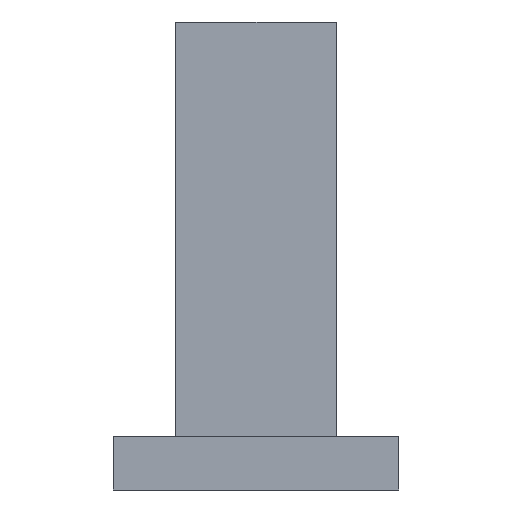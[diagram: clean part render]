
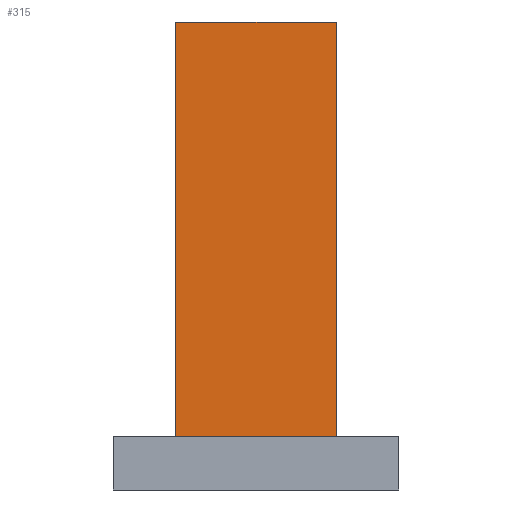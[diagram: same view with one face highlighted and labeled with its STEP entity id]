
A CAD part, left-side view. The second image highlights one B-rep face of the part: STEP entity #315.
In plain terms, the highlighted planar face has unit normal (-1, 0, 0).
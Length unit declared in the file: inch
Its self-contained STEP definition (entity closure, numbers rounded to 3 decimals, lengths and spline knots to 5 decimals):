
#192=DIRECTION('',(0.,-1.,0.));
#193=VECTOR('',#192,1.125);
#194=CARTESIAN_POINT('',(-0.5625,0.5625,3.278));
#195=LINE('',#194,#193);
#216=DIRECTION('',(0.,0.,1.));
#217=VECTOR('',#216,2.903);
#218=CARTESIAN_POINT('',(-0.5625,-0.5625,0.375));
#219=LINE('',#218,#217);
#220=DIRECTION('',(0.,1.,0.));
#221=VECTOR('',#220,1.125);
#222=CARTESIAN_POINT('',(-0.5625,-0.5625,0.375));
#223=LINE('',#222,#221);
#224=DIRECTION('',(0.,0.,1.));
#225=VECTOR('',#224,2.903);
#226=CARTESIAN_POINT('',(-0.5625,0.5625,0.375));
#227=LINE('',#226,#225);
#229=CARTESIAN_POINT('',(-0.5625,0.5625,0.375));
#231=VERTEX_POINT('',#229);
#232=CARTESIAN_POINT('',(-0.5625,-0.5625,0.375));
#233=VERTEX_POINT('',#232);
#237=CARTESIAN_POINT('',(-0.5625,0.5625,3.278));
#239=VERTEX_POINT('',#237);
#240=CARTESIAN_POINT('',(-0.5625,-0.5625,3.278));
#241=VERTEX_POINT('',#240);
#303=CARTESIAN_POINT('',(-0.5625,0.5625,0.375));
#304=DIRECTION('',(-1.,0.,0.));
#305=DIRECTION('',(0.,-1.,0.));
#306=AXIS2_PLACEMENT_3D('',#303,#304,#305);
#307=PLANE('',#306);
#309=ORIENTED_EDGE('',*,*,#308,.T.);
#310=ORIENTED_EDGE('',*,*,#270,.T.);
#311=ORIENTED_EDGE('',*,*,#255,.T.);
#312=ORIENTED_EDGE('',*,*,#296,.F.);
#313=EDGE_LOOP('',(#309,#310,#311,#312));
#314=FACE_OUTER_BOUND('',#313,.F.);
#315=ADVANCED_FACE('',(#314),#307,.T.);
#255=EDGE_CURVE('',#239,#241,#195,.T.);
#270=EDGE_CURVE('',#231,#239,#227,.T.);
#296=EDGE_CURVE('',#233,#241,#219,.T.);
#308=EDGE_CURVE('',#233,#231,#223,.T.);
